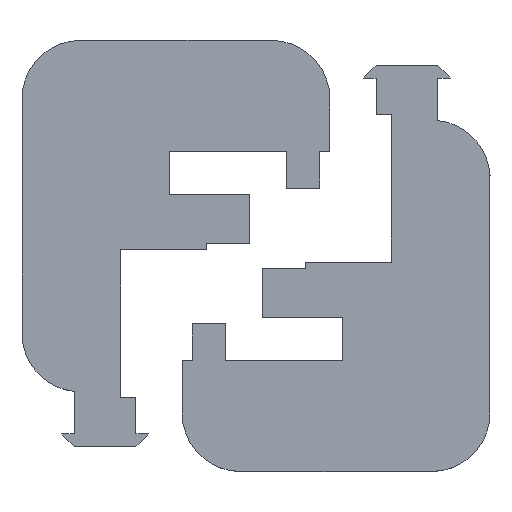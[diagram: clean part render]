
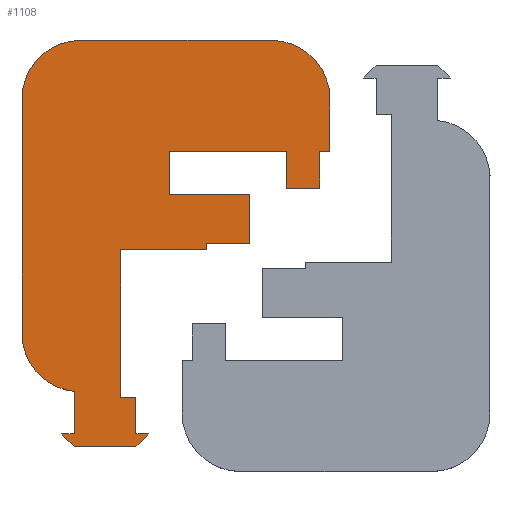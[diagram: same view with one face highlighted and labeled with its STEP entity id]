
A CAD part, top view. The second image highlights one B-rep face of the part: STEP entity #1108.
In plain terms, the highlighted planar face has unit normal (0, 0, 1).
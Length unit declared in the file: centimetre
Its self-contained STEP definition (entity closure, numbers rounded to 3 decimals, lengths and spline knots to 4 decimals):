
#18=CIRCLE('',#1173,0.95);
#21=CIRCLE('',#1186,0.95);
#22=CIRCLE('',#1187,0.95);
#46=FACE_OUTER_BOUND('',#104,.T.);
#104=EDGE_LOOP('',(#788,#789,#790,#791,#792,#793,#794,#795,#796,#797,#798,
#799,#800,#801,#802,#803,#804,#805,#806,#807,#808,#809,#810,#811,#812,#813,
#814));
#152=LINE('',#1538,#302);
#158=LINE('',#1555,#308);
#161=LINE('',#1561,#311);
#164=LINE('',#1567,#314);
#167=LINE('',#1573,#317);
#170=LINE('',#1579,#320);
#173=LINE('',#1585,#323);
#176=LINE('',#1591,#326);
#179=LINE('',#1595,#329);
#195=LINE('',#1632,#345);
#196=LINE('',#1634,#346);
#197=LINE('',#1636,#347);
#198=LINE('',#1638,#348);
#199=LINE('',#1640,#349);
#200=LINE('',#1642,#350);
#201=LINE('',#1644,#351);
#202=LINE('',#1646,#352);
#203=LINE('',#1648,#353);
#204=LINE('',#1650,#354);
#205=LINE('',#1652,#355);
#206=LINE('',#1654,#356);
#207=LINE('',#1656,#357);
#208=LINE('',#1660,#358);
#209=LINE('',#1663,#359);
#302=VECTOR('',#1245,1.);
#308=VECTOR('',#1259,1.);
#311=VECTOR('',#1264,1.);
#314=VECTOR('',#1269,1.);
#317=VECTOR('',#1274,1.);
#320=VECTOR('',#1279,1.);
#323=VECTOR('',#1284,1.);
#326=VECTOR('',#1289,1.);
#329=VECTOR('',#1294,1.);
#345=VECTOR('',#1318,1.);
#346=VECTOR('',#1319,1.);
#347=VECTOR('',#1320,1.);
#348=VECTOR('',#1321,1.);
#349=VECTOR('',#1322,1.);
#350=VECTOR('',#1323,1.);
#351=VECTOR('',#1324,1.);
#352=VECTOR('',#1325,1.);
#353=VECTOR('',#1326,1.);
#354=VECTOR('',#1327,1.);
#355=VECTOR('',#1328,1.);
#356=VECTOR('',#1329,1.);
#357=VECTOR('',#1330,1.);
#358=VECTOR('',#1333,1.);
#359=VECTOR('',#1336,1.);
#451=VERTEX_POINT('',#1534);
#453=VERTEX_POINT('',#1537);
#456=VERTEX_POINT('',#1545);
#459=VERTEX_POINT('',#1552);
#460=VERTEX_POINT('',#1554);
#462=VERTEX_POINT('',#1560);
#464=VERTEX_POINT('',#1566);
#466=VERTEX_POINT('',#1572);
#468=VERTEX_POINT('',#1578);
#470=VERTEX_POINT('',#1584);
#472=VERTEX_POINT('',#1590);
#489=VERTEX_POINT('',#1631);
#490=VERTEX_POINT('',#1633);
#491=VERTEX_POINT('',#1635);
#492=VERTEX_POINT('',#1637);
#493=VERTEX_POINT('',#1639);
#494=VERTEX_POINT('',#1641);
#495=VERTEX_POINT('',#1643);
#496=VERTEX_POINT('',#1645);
#497=VERTEX_POINT('',#1647);
#498=VERTEX_POINT('',#1649);
#499=VERTEX_POINT('',#1651);
#500=VERTEX_POINT('',#1653);
#501=VERTEX_POINT('',#1655);
#502=VERTEX_POINT('',#1657);
#503=VERTEX_POINT('',#1659);
#504=VERTEX_POINT('',#1661);
#560=EDGE_CURVE('',#451,#453,#152,.T.);
#565=EDGE_CURVE('',#456,#451,#18,.T.);
#568=EDGE_CURVE('',#460,#459,#158,.T.);
#571=EDGE_CURVE('',#462,#460,#161,.T.);
#574=EDGE_CURVE('',#464,#462,#164,.T.);
#577=EDGE_CURVE('',#466,#464,#167,.T.);
#580=EDGE_CURVE('',#468,#466,#170,.T.);
#583=EDGE_CURVE('',#470,#468,#173,.T.);
#586=EDGE_CURVE('',#472,#470,#176,.T.);
#589=EDGE_CURVE('',#456,#472,#179,.T.);
#607=EDGE_CURVE('',#459,#489,#195,.T.);
#608=EDGE_CURVE('',#489,#490,#196,.T.);
#609=EDGE_CURVE('',#490,#491,#197,.T.);
#610=EDGE_CURVE('',#491,#492,#198,.T.);
#611=EDGE_CURVE('',#492,#493,#199,.T.);
#612=EDGE_CURVE('',#493,#494,#200,.T.);
#613=EDGE_CURVE('',#494,#495,#201,.T.);
#614=EDGE_CURVE('',#495,#496,#202,.T.);
#615=EDGE_CURVE('',#496,#497,#203,.T.);
#616=EDGE_CURVE('',#497,#498,#204,.T.);
#617=EDGE_CURVE('',#498,#499,#205,.T.);
#618=EDGE_CURVE('',#499,#500,#206,.T.);
#619=EDGE_CURVE('',#500,#501,#207,.T.);
#620=EDGE_CURVE('',#502,#501,#21,.T.);
#621=EDGE_CURVE('',#502,#503,#208,.T.);
#622=EDGE_CURVE('',#504,#503,#22,.T.);
#623=EDGE_CURVE('',#504,#453,#209,.T.);
#788=ORIENTED_EDGE('',*,*,#607,.T.);
#789=ORIENTED_EDGE('',*,*,#608,.T.);
#790=ORIENTED_EDGE('',*,*,#609,.T.);
#791=ORIENTED_EDGE('',*,*,#610,.T.);
#792=ORIENTED_EDGE('',*,*,#611,.T.);
#793=ORIENTED_EDGE('',*,*,#612,.T.);
#794=ORIENTED_EDGE('',*,*,#613,.T.);
#795=ORIENTED_EDGE('',*,*,#614,.T.);
#796=ORIENTED_EDGE('',*,*,#615,.T.);
#797=ORIENTED_EDGE('',*,*,#616,.T.);
#798=ORIENTED_EDGE('',*,*,#617,.T.);
#799=ORIENTED_EDGE('',*,*,#618,.T.);
#800=ORIENTED_EDGE('',*,*,#619,.T.);
#801=ORIENTED_EDGE('',*,*,#620,.F.);
#802=ORIENTED_EDGE('',*,*,#621,.T.);
#803=ORIENTED_EDGE('',*,*,#622,.F.);
#804=ORIENTED_EDGE('',*,*,#623,.T.);
#805=ORIENTED_EDGE('',*,*,#560,.F.);
#806=ORIENTED_EDGE('',*,*,#565,.F.);
#807=ORIENTED_EDGE('',*,*,#589,.T.);
#808=ORIENTED_EDGE('',*,*,#586,.T.);
#809=ORIENTED_EDGE('',*,*,#583,.T.);
#810=ORIENTED_EDGE('',*,*,#580,.T.);
#811=ORIENTED_EDGE('',*,*,#577,.T.);
#812=ORIENTED_EDGE('',*,*,#574,.T.);
#813=ORIENTED_EDGE('',*,*,#571,.T.);
#814=ORIENTED_EDGE('',*,*,#568,.T.);
#1055=PLANE('',#1185);
#1108=ADVANCED_FACE('',(#46),#1055,.T.);
#1173=AXIS2_PLACEMENT_3D('',#1547,#1253,#1254);
#1185=AXIS2_PLACEMENT_3D('',#1630,#1316,#1317);
#1186=AXIS2_PLACEMENT_3D('',#1658,#1331,#1332);
#1187=AXIS2_PLACEMENT_3D('',#1662,#1334,#1335);
#1245=DIRECTION('',(-1.,0.,0.));
#1253=DIRECTION('center_axis',(0.,0.,
-1.));
#1254=DIRECTION('ref_axis',(-0.105,-0.994,0.));
#1259=DIRECTION('',(-1.,0.,0.));
#1264=DIRECTION('',(0.,1.,0.));
#1269=DIRECTION('',(-1.,0.,0.));
#1274=DIRECTION('',(0.707,0.707,0.));
#1279=DIRECTION('',(1.,0.,0.));
#1284=DIRECTION('',(0.707,-0.707,0.));
#1289=DIRECTION('',(-1.,0.,0.));
#1294=DIRECTION('',(0.,-1.,0.));
#1316=DIRECTION('center_axis',(0.,0.,
1.));
#1317=DIRECTION('ref_axis',(0.,-1.,0.));
#1318=DIRECTION('',(0.,1.,0.));
#1319=DIRECTION('',(1.,0.,0.));
#1320=DIRECTION('',(0.,1.,0.));
#1321=DIRECTION('',(1.,0.,0.));
#1322=DIRECTION('',(0.,1.,0.));
#1323=DIRECTION('',(-1.,0.,0.));
#1324=DIRECTION('',(0.,1.,0.));
#1325=DIRECTION('',(1.,0.,0.));
#1326=DIRECTION('',(0.,-1.,0.));
#1327=DIRECTION('',(1.,0.,0.));
#1328=DIRECTION('',(0.,1.,0.));
#1329=DIRECTION('',(1.,0.,0.));
#1330=DIRECTION('',(0.,1.,0.));
#1331=DIRECTION('center_axis',(0.,0.,
-1.));
#1332=DIRECTION('ref_axis',(0.707,0.707,0.));
#1333=DIRECTION('',(-1.,0.,0.));
#1334=DIRECTION('center_axis',(0.,0.,
-1.));
#1335=DIRECTION('ref_axis',(-0.707,0.707,0.));
#1336=DIRECTION('',(0.,-1.,0.));
#1534=CARTESIAN_POINT('',(-27.2989,5.1,-0.2));
#1537=CARTESIAN_POINT('',(-27.3,5.1,-0.2));
#1538=CARTESIAN_POINT('',(-25.25,5.1,-0.2));
#1545=CARTESIAN_POINT('',(-26.45,4.2,-0.2));
#1547=CARTESIAN_POINT('Origin',(-26.35,5.1447,-0.2));
#1552=CARTESIAN_POINT('',(-25.7,4.1,-0.2));
#1554=CARTESIAN_POINT('',(-25.45,4.1,-0.2));
#1555=CARTESIAN_POINT('',(-25.7,4.1,-0.2));
#1560=CARTESIAN_POINT('',(-25.45,3.51,-0.2));
#1561=CARTESIAN_POINT('',(-25.45,4.1,-0.2));
#1566=CARTESIAN_POINT('',(-25.24,3.51,-0.2));
#1567=CARTESIAN_POINT('',(-25.45,3.51,-0.2));
#1572=CARTESIAN_POINT('',(-25.45,3.3,-0.2));
#1573=CARTESIAN_POINT('',(-25.24,3.51,-0.2));
#1578=CARTESIAN_POINT('',(-26.45,3.3,-0.2));
#1579=CARTESIAN_POINT('',(-25.45,3.3,-0.2));
#1584=CARTESIAN_POINT('',(-26.66,3.51,-0.2));
#1585=CARTESIAN_POINT('',(-26.45,3.3,-0.2));
#1590=CARTESIAN_POINT('',(-26.45,3.51,-0.2));
#1591=CARTESIAN_POINT('',(-26.66,3.51,-0.2));
#1595=CARTESIAN_POINT('',(-26.45,3.51,-0.2));
#1630=CARTESIAN_POINT('Origin',(-24.8,6.55,-0.2));
#1631=CARTESIAN_POINT('',(-25.7,6.5,-0.2));
#1632=CARTESIAN_POINT('',(-25.7,6.5,-0.2));
#1633=CARTESIAN_POINT('',(-24.3,6.5,-0.2));
#1634=CARTESIAN_POINT('',(-24.3,6.5,-0.2));
#1635=CARTESIAN_POINT('',(-24.3,6.6,-0.2));
#1636=CARTESIAN_POINT('',(-24.3,6.6,-0.2));
#1637=CARTESIAN_POINT('',(-23.6,6.6,-0.2));
#1638=CARTESIAN_POINT('',(-23.6,6.6,-0.2));
#1639=CARTESIAN_POINT('',(-23.6,7.4,-0.2));
#1640=CARTESIAN_POINT('',(-23.6,7.4,-0.2));
#1641=CARTESIAN_POINT('',(-24.9,7.4,-0.2));
#1642=CARTESIAN_POINT('',(-24.9,7.4,-0.2));
#1643=CARTESIAN_POINT('',(-24.9,8.1,-0.2));
#1644=CARTESIAN_POINT('',(-24.9,8.1,-0.2));
#1645=CARTESIAN_POINT('',(-23.,8.1,-0.2));
#1646=CARTESIAN_POINT('',(-23.,8.1,-0.2));
#1647=CARTESIAN_POINT('',(-23.,7.5,-0.2));
#1648=CARTESIAN_POINT('',(-23.,7.5,-0.2));
#1649=CARTESIAN_POINT('',(-22.4629,7.5,-0.2));
#1650=CARTESIAN_POINT('',(-22.4629,7.5,-0.2));
#1651=CARTESIAN_POINT('',(-22.4629,8.1,-0.2));
#1652=CARTESIAN_POINT('',(-22.4629,8.1,-0.2));
#1653=CARTESIAN_POINT('',(-22.3,8.1,-0.2));
#1654=CARTESIAN_POINT('',(-22.3,8.1,-0.2));
#1655=CARTESIAN_POINT('',(-22.3,8.95,-0.2));
#1656=CARTESIAN_POINT('',(-22.3,9.9,-0.2));
#1657=CARTESIAN_POINT('',(-23.25,9.9,-0.2));
#1658=CARTESIAN_POINT('Origin',(-23.25,8.95,-0.2));
#1659=CARTESIAN_POINT('',(-26.35,9.9,-0.2));
#1660=CARTESIAN_POINT('',(-27.3,9.9,-0.2));
#1661=CARTESIAN_POINT('',(-27.3,8.95,-0.2));
#1662=CARTESIAN_POINT('Origin',(-26.35,8.95,-0.2));
#1663=CARTESIAN_POINT('',(-27.3,6.3,-0.2));
